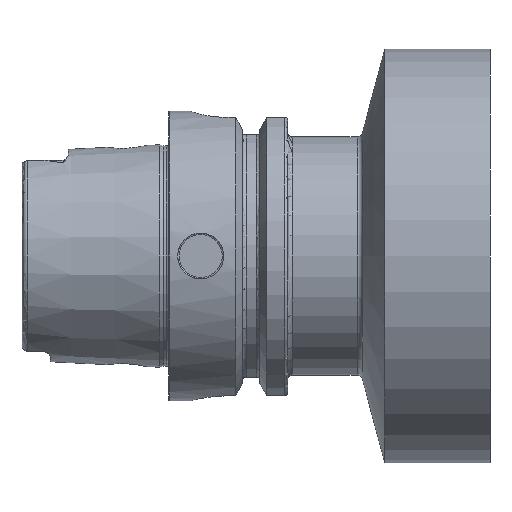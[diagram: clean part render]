
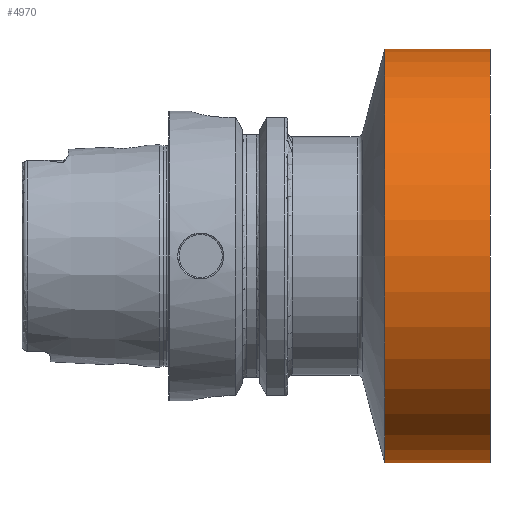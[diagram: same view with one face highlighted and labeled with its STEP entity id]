
A CAD part, front view. The second image highlights one B-rep face of the part: STEP entity #4970.
In plain terms, the highlighted cylindrical face has radius 45 mm (diameter 90 mm), a partial arc.
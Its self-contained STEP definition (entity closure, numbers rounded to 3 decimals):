
#76 = CYLINDRICAL_SURFACE ( 'NONE', #2583, 45. ) ;
#294 = EDGE_CURVE ( 'NONE', #5758, #469, #4965, .T. ) ;
#469 = VERTEX_POINT ( 'NONE', #1611 ) ;
#517 = CARTESIAN_POINT ( 'NONE',  ( 39.5, 0., 45. ) ) ;
#860 = DIRECTION ( 'NONE',  ( 0., 1., 0. ) ) ;
#1611 = CARTESIAN_POINT ( 'NONE',  ( 47.091, 0., -45. ) ) ;
#1784 = DIRECTION ( 'NONE',  ( 0., 1., 0. ) ) ;
#1918 = LINE ( 'NONE', #517, #5005 ) ;
#1921 = VERTEX_POINT ( 'NONE', #6766 ) ;
#2348 = CARTESIAN_POINT ( 'NONE',  ( 47.091, 0., 0. ) ) ;
#2382 = EDGE_CURVE ( 'NONE', #6690, #1921, #2815, .T. ) ;
#2448 = DIRECTION ( 'NONE',  ( 1., 0., 0. ) ) ;
#2583 = AXIS2_PLACEMENT_3D ( 'NONE', #4909, #5502, #860 ) ;
#2815 = CIRCLE ( 'NONE', #3763, 45. ) ;
#2858 = LINE ( 'NONE', #3199, #4221 ) ;
#3047 = ORIENTED_EDGE ( 'NONE', *, *, #3348, .T. ) ;
#3199 = CARTESIAN_POINT ( 'NONE',  ( 39.5, 0., -45. ) ) ;
#3348 = EDGE_CURVE ( 'NONE', #469, #1921, #2858, .T. ) ;
#3551 = CARTESIAN_POINT ( 'NONE',  ( 47.091, 0., 45. ) ) ;
#3763 = AXIS2_PLACEMENT_3D ( 'NONE', #5936, #2448, #6514 ) ;
#3788 = DIRECTION ( 'NONE',  ( 1., 0., 0. ) ) ;
#4221 = VECTOR ( 'NONE', #3788, 1000. ) ;
#4369 = EDGE_CURVE ( 'NONE', #5758, #6690, #1918, .T. ) ;
#4542 = DIRECTION ( 'NONE',  ( 1., 0., 0. ) ) ;
#4863 = ORIENTED_EDGE ( 'NONE', *, *, #2382, .F. ) ;
#4909 = CARTESIAN_POINT ( 'NONE',  ( 75.292, 0., 0. ) ) ;
#4965 = CIRCLE ( 'NONE', #5280, 45. ) ;
#4970 = ADVANCED_FACE ( 'NONE', ( #6407 ), #76, .T. ) ;
#5005 = VECTOR ( 'NONE', #4542, 1000. ) ;
#5249 = ORIENTED_EDGE ( 'NONE', *, *, #294, .T. ) ;
#5280 = AXIS2_PLACEMENT_3D ( 'NONE', #2348, #5839, #1784 ) ;
#5502 = DIRECTION ( 'NONE',  ( 1., 0., 0. ) ) ;
#5758 = VERTEX_POINT ( 'NONE', #3551 ) ;
#5839 = DIRECTION ( 'NONE',  ( 1., 0., 0. ) ) ;
#5869 = EDGE_LOOP ( 'NONE', ( #3047, #4863, #7241, #5249 ) ) ;
#5936 = CARTESIAN_POINT ( 'NONE',  ( 70., 0., 0. ) ) ;
#6407 = FACE_OUTER_BOUND ( 'NONE', #5869, .T. ) ;
#6514 = DIRECTION ( 'NONE',  ( 0., 1., 0. ) ) ;
#6690 = VERTEX_POINT ( 'NONE', #6746 ) ;
#6746 = CARTESIAN_POINT ( 'NONE',  ( 70., 0., 45. ) ) ;
#6766 = CARTESIAN_POINT ( 'NONE',  ( 70., 0., -45. ) ) ;
#7241 = ORIENTED_EDGE ( 'NONE', *, *, #4369, .F. ) ;
